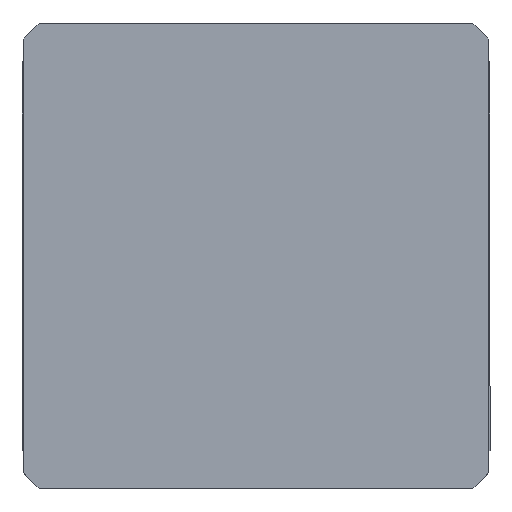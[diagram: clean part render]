
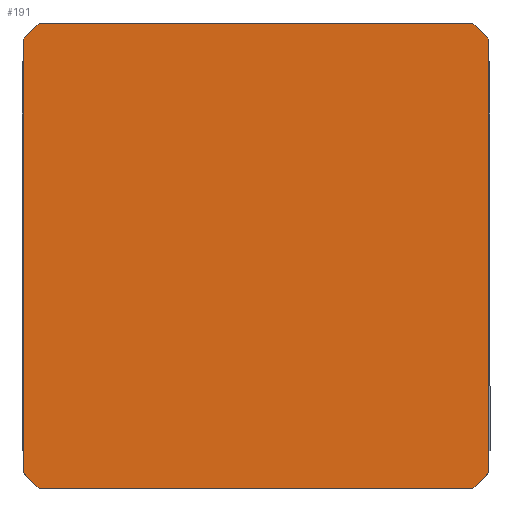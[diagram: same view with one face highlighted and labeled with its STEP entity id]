
A CAD part, top view. The second image highlights one B-rep face of the part: STEP entity #191.
In plain terms, the highlighted planar face has unit normal (0, 0, 1).
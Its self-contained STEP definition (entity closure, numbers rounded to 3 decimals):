
#80=CARTESIAN_POINT('',(-1.5,1.4,1.5));
#81=VERTEX_POINT('',#80);
#88=CARTESIAN_POINT('',(-1.4,1.5,1.5));
#89=VERTEX_POINT('',#88);
#90=CARTESIAN_POINT('',(-1.5,1.4,1.5));
#91=DIRECTION('',(0.707,0.707,0.0));
#92=VECTOR('',#91,0.141);
#93=LINE('',#90,#92);
#94=EDGE_CURVE('',#81,#89,#93,.T.);
#111=CARTESIAN_POINT('',(1.4,1.5,1.5));
#112=VERTEX_POINT('',#111);
#113=CARTESIAN_POINT('',(-1.4,1.5,1.5));
#114=DIRECTION('',(1.0,0.0,0.0));
#115=VECTOR('',#114,2.8);
#116=LINE('',#113,#115);
#117=EDGE_CURVE('',#89,#112,#116,.T.);
#136=CARTESIAN_POINT('',(0.,0.,1.5));
#137=DIRECTION('',(0.0,0.0,1.0));
#138=DIRECTION('',(1.0,0.0,0.0));
#139=AXIS2_PLACEMENT_3D('',#136,#137,#138);
#140=PLANE('',#139);
#141=ORIENTED_EDGE('',*,*,#94,.F.);
#142=CARTESIAN_POINT('',(-1.5,-1.4,1.5));
#143=VERTEX_POINT('',#142);
#144=CARTESIAN_POINT('',(-1.5,-1.4,1.5));
#145=DIRECTION('',(0.0,1.0,0.0));
#146=VECTOR('',#145,2.8);
#147=LINE('',#144,#146);
#148=EDGE_CURVE('',#143,#81,#147,.T.);
#149=ORIENTED_EDGE('',*,*,#148,.F.);
#150=CARTESIAN_POINT('',(-1.4,-1.5,1.5));
#151=VERTEX_POINT('',#150);
#152=CARTESIAN_POINT('',(-1.4,-1.5,1.5));
#153=DIRECTION('',(-0.707,0.707,0.0));
#154=VECTOR('',#153,0.141);
#155=LINE('',#152,#154);
#156=EDGE_CURVE('',#151,#143,#155,.T.);
#157=ORIENTED_EDGE('',*,*,#156,.F.);
#158=CARTESIAN_POINT('',(1.4,-1.5,1.5));
#159=VERTEX_POINT('',#158);
#160=CARTESIAN_POINT('',(1.4,-1.5,1.5));
#161=DIRECTION('',(-1.0,0.0,0.0));
#162=VECTOR('',#161,2.8);
#163=LINE('',#160,#162);
#164=EDGE_CURVE('',#159,#151,#163,.T.);
#165=ORIENTED_EDGE('',*,*,#164,.F.);
#166=CARTESIAN_POINT('',(1.5,-1.4,1.5));
#167=VERTEX_POINT('',#166);
#168=CARTESIAN_POINT('',(1.5,-1.4,1.5));
#169=DIRECTION('',(-0.707,-0.707,0.0));
#170=VECTOR('',#169,0.141);
#171=LINE('',#168,#170);
#172=EDGE_CURVE('',#167,#159,#171,.T.);
#173=ORIENTED_EDGE('',*,*,#172,.F.);
#174=CARTESIAN_POINT('',(1.5,1.4,1.5));
#175=VERTEX_POINT('',#174);
#176=CARTESIAN_POINT('',(1.5,1.4,1.5));
#177=DIRECTION('',(0.0,-1.0,0.0));
#178=VECTOR('',#177,2.8);
#179=LINE('',#176,#178);
#180=EDGE_CURVE('',#175,#167,#179,.T.);
#181=ORIENTED_EDGE('',*,*,#180,.F.);
#182=CARTESIAN_POINT('',(1.4,1.5,1.5));
#183=DIRECTION('',(0.707,-0.707,0.0));
#184=VECTOR('',#183,0.141);
#185=LINE('',#182,#184);
#186=EDGE_CURVE('',#112,#175,#185,.T.);
#187=ORIENTED_EDGE('',*,*,#186,.F.);
#188=ORIENTED_EDGE('',*,*,#117,.F.);
#189=EDGE_LOOP('',(#141,#149,#157,#165,#173,#181,#187,#188));
#190=FACE_OUTER_BOUND('',#189,.T.);
#191=ADVANCED_FACE('',(#190),#140,.T.);
